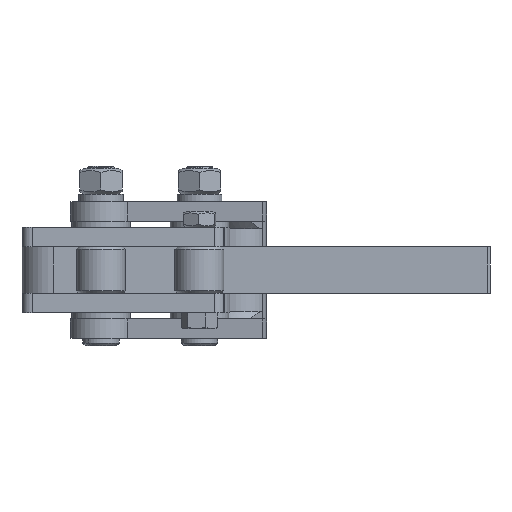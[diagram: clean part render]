
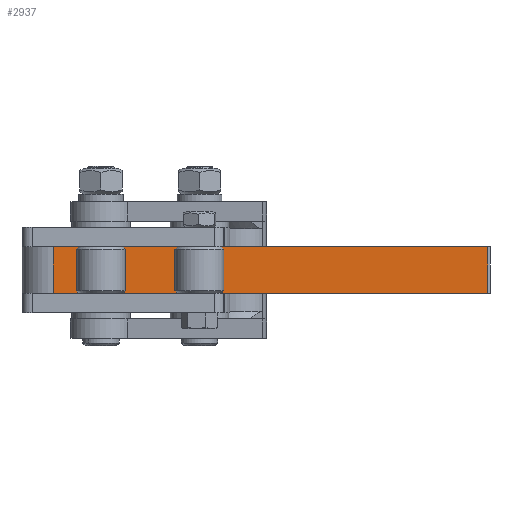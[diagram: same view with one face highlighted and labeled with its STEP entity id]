
A CAD part, front view. The second image highlights one B-rep face of the part: STEP entity #2937.
In plain terms, the highlighted face is planar.
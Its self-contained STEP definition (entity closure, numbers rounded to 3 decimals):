
#1167 = EDGE_LOOP ( 'NONE', ( #50882, #55377, #39459, #17841 ) ) ;
#2937 = ADVANCED_FACE ( 'NONE', ( #66070 ), #13068, .F. ) ;
#4449 = AXIS2_PLACEMENT_3D ( 'NONE', #12864, #12622, #12561 ) ;
#7477 = VECTOR ( 'NONE', #64334, 1000. ) ;
#9341 = LINE ( 'NONE', #75693, #7477 ) ;
#9784 = VERTEX_POINT ( 'NONE', #72853 ) ;
#11374 = EDGE_CURVE ( 'NONE', #74574, #27476, #74415, .T. ) ;
#12288 = CARTESIAN_POINT ( 'NONE',  ( 12.7, 0., 19. ) ) ;
#12349 = LINE ( 'NONE', #72676, #43403 ) ;
#12561 = DIRECTION ( 'NONE',  ( 0., 0., 1. ) ) ;
#12622 = DIRECTION ( 'NONE',  ( -1., 0., 0. ) ) ;
#12864 = CARTESIAN_POINT ( 'NONE',  ( 12.7, 0., 19. ) ) ;
#13068 = PLANE ( 'NONE',  #4449 ) ;
#17841 = ORIENTED_EDGE ( 'NONE', *, *, #29003, .T. ) ;
#19105 = EDGE_CURVE ( 'NONE', #27476, #9784, #12349, .T. ) ;
#21815 = CARTESIAN_POINT ( 'NONE',  ( 12.7, 177.8, 19. ) ) ;
#27476 = VERTEX_POINT ( 'NONE', #21815 ) ;
#29003 = EDGE_CURVE ( 'NONE', #74574, #56848, #69889, .T. ) ;
#32162 = DIRECTION ( 'NONE',  ( 0., 0., -1. ) ) ;
#33818 = CARTESIAN_POINT ( 'NONE',  ( 12.7, 0., 19. ) ) ;
#39159 = VECTOR ( 'NONE', #70184, 1000. ) ;
#39459 = ORIENTED_EDGE ( 'NONE', *, *, #11374, .F. ) ;
#43403 = VECTOR ( 'NONE', #32162, 1000. ) ;
#43522 = DIRECTION ( 'NONE',  ( 0., 1., 0. ) ) ;
#45360 = CARTESIAN_POINT ( 'NONE',  ( 12.7, 0., 19. ) ) ;
#50882 = ORIENTED_EDGE ( 'NONE', *, *, #54841, .T. ) ;
#54841 = EDGE_CURVE ( 'NONE', #56848, #9784, #9341, .T. ) ;
#55377 = ORIENTED_EDGE ( 'NONE', *, *, #19105, .F. ) ;
#56848 = VERTEX_POINT ( 'NONE', #59153 ) ;
#59153 = CARTESIAN_POINT ( 'NONE',  ( 12.7, 0., 0. ) ) ;
#64334 = DIRECTION ( 'NONE',  ( 0., 1., 0. ) ) ;
#66070 = FACE_OUTER_BOUND ( 'NONE', #1167, .T. ) ;
#69889 = LINE ( 'NONE', #12288, #39159 ) ;
#70184 = DIRECTION ( 'NONE',  ( 0., 0., -1. ) ) ;
#70754 = VECTOR ( 'NONE', #43522, 1000. ) ;
#72676 = CARTESIAN_POINT ( 'NONE',  ( 12.7, 177.8, 19. ) ) ;
#72853 = CARTESIAN_POINT ( 'NONE',  ( 12.7, 177.8, 0. ) ) ;
#74415 = LINE ( 'NONE', #33818, #70754 ) ;
#74574 = VERTEX_POINT ( 'NONE', #45360 ) ;
#75693 = CARTESIAN_POINT ( 'NONE',  ( 12.7, 0., 0. ) ) ;
